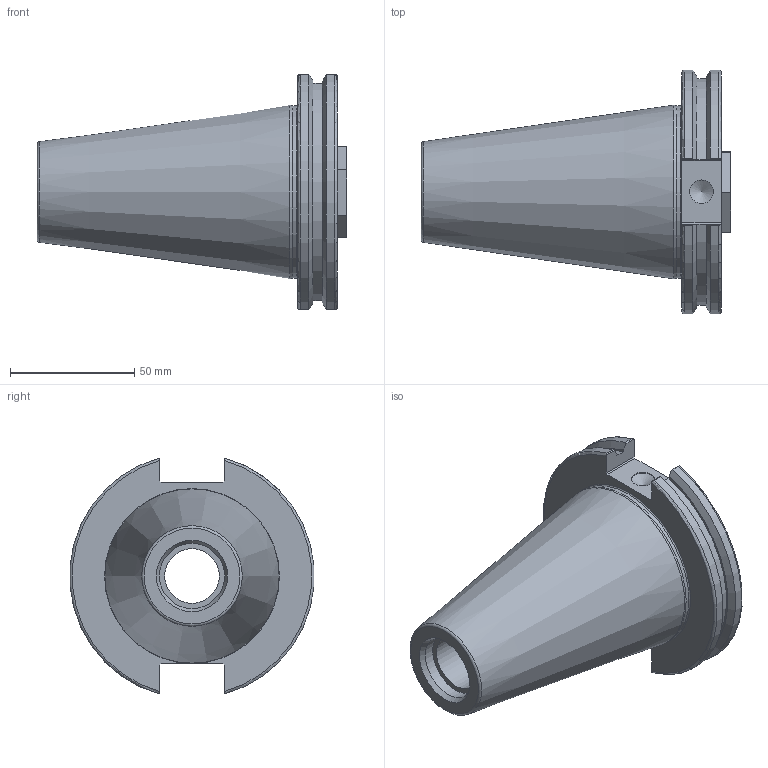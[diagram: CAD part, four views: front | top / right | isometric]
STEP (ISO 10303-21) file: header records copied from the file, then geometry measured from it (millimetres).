
FILE_DESCRIPTION(/* description */ (''),/* implementation_level */ '2;1');
FILE_NAME(/* name */ 'BL020SHT.stp',/* time_stamp */ '2025-02-10T09:06:11+09:00',/* author */ ('eos'),/* organization */ (''),/* preprocessor_version */ 'ST-DEVELOPER v20',/* originating_system */ 'Autodesk Inventor 2025',/* authorisation */ '');
FILE_SCHEMA (('AUTOMOTIVE_DESIGN { 1 0 10303 214 3 1 1 }'));
Length unit declared in the file: millimetre
Products named in the file (3): LO-CAT50-ER32-SHORT; CAT50; ER32(SHORT TYPE)
Assembly tree (2 placements, depth 2):
  LO-CAT50-ER32-SHORT
    CAT50
    ER32(SHORT TYPE)
Bounding box: 124.45 x 98.06 x 94.69 mm (x, y, z)
Volume: 309244.8 mm3; surface area: 49851.1 mm2
Topology: 2 solids, 2 shells, 75 faces, 186 edges, 122 vertices
Faces by surface type: plane 39, cylinder 16, cone 12, torus 8
Full cylindrical faces by diameter (mm): 9.525 x1, 21.971 x1, 24 x2, 26.2 x1, 27 x1, 38.376 x1, 40 x1, 40.2 x1, 69.25 x1
Entity records: 2400 total; most frequent: CARTESIAN_POINT 515, DIRECTION 374, ORIENTED_EDGE 370, EDGE_CURVE 185, AXIS2_PLACEMENT_3D 141, VERTEX_POINT 122, LINE 92, VECTOR 92
